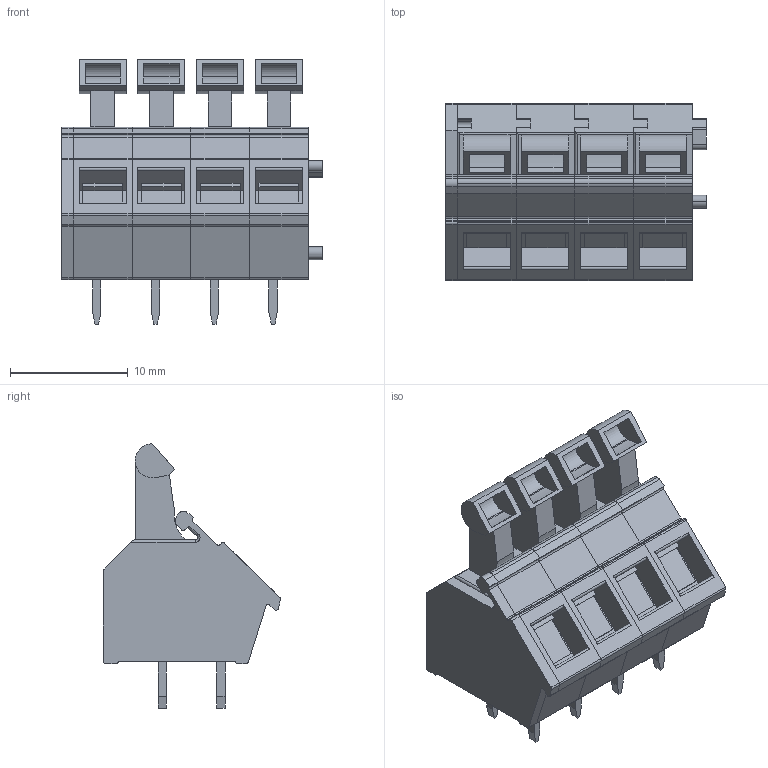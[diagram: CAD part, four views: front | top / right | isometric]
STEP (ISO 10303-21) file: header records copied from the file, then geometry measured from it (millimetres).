
FILE_DESCRIPTION (( 'STEP AP214' ), '1' );
FILE_NAME ('CONN-TH_4P-P5.00_KF243-5.0-4P.step', '2022-07-29T17:34:35', ( '' ), ( '' ), 'SwSTEP 2.0', 'SolidWorks 2020', '' );
FILE_SCHEMA (( 'AUTOMOTIVE_DESIGN' ));
Length unit declared in the file: millimetre
Products named in the file (1): CONN-TH_4P-P5.00_KF243-5.0-4P
Bounding box: 22.2 x 15.08 x 22.5 mm (x, y, z)
Volume: 2859.6 mm3; surface area: 3336.3 mm2
Topology: 18 solids, 18 shells, 971 faces, 2616 edges, 1736 vertices
Faces by surface type: plane 573, cylinder 248, bspline 146, torus 4
Entity records: 42394 total; most frequent: CARTESIAN_POINT 8970, ORIENTED_EDGE 5232, DIRECTION 4448, EDGE_CURVE 2616, VECTOR 1820, LINE 1820, VERTEX_POINT 1736, AXIS2_PLACEMENT_3D 1314
